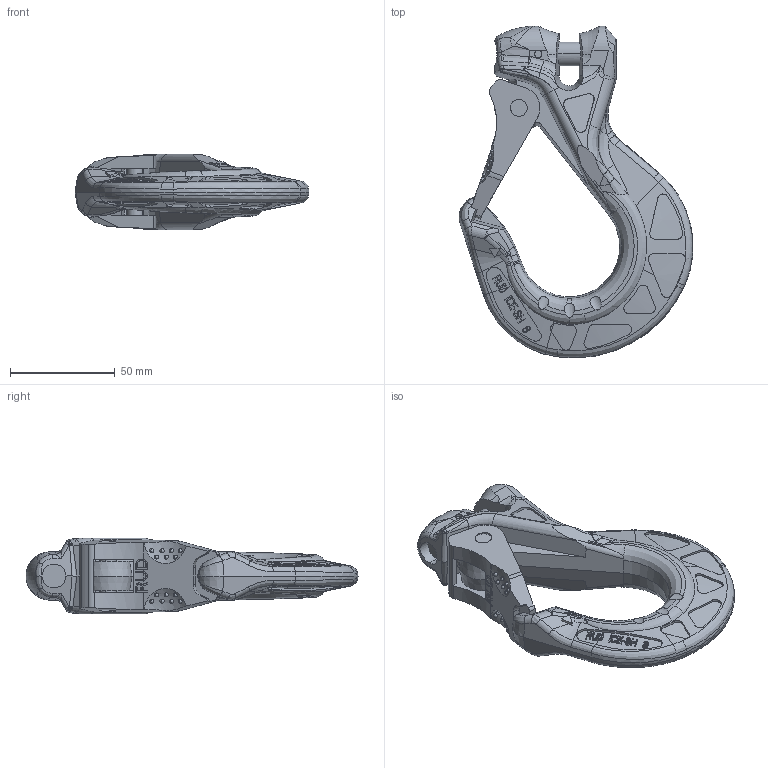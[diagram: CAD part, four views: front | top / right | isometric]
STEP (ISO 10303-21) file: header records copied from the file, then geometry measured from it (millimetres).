
FILE_DESCRIPTION((''),'2;1');
FILE_NAME('001-M32123-DXF1_ASM','2009-03-04T',('jakubetz'),('RAND'),'PRO/ENGINEER BY PARAMETRIC TECHNOLOGY CORPORATION, 2005030','PRO/ENGINEER BY PARAMETRIC TECHNOLOGY CORPORATION, 2005030','');
FILE_SCHEMA(('CONFIG_CONTROL_DESIGN'));
Length unit declared in the file: millimetre
Products named in the file (3): 001-M32123-DXF1; 001-M31192-001; 001-M32123-DXF1_ASM
Assembly tree (2 placements, depth 2):
  001-M32123-DXF1_ASM
    001-M32123-DXF1
    001-M31192-001
Bounding box: 111.39 x 158.12 x 36 mm (x, y, z)
Volume: 151311.7 mm3; surface area: 36123.3 mm2
Topology: 2 solids, 2 shells, 938 faces, 2544 edges, 1616 vertices
Faces by surface type: plane 512, bspline 178, cylinder 129, cone 66, sphere 34, torus 17, extrusion 2
Entity records: 41154 total; most frequent: CARTESIAN_POINT 20497, ORIENTED_EDGE 5028, DIRECTION 3134, EDGE_CURVE 2514, VERTEX_POINT 1616, B_SPLINE_CURVE_WITH_KNOTS 1193, AXIS2_PLACEMENT_3D 1046, VECTOR 1042
